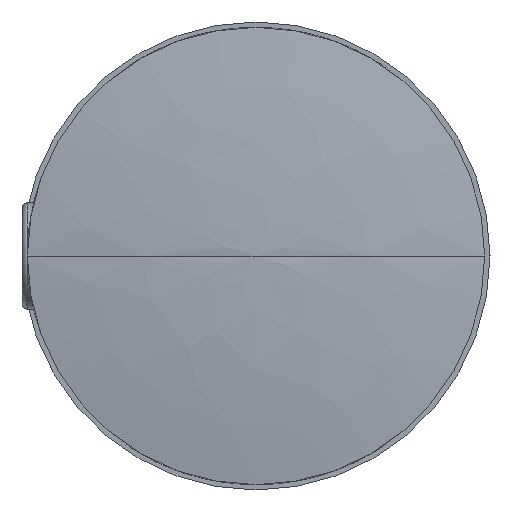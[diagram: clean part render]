
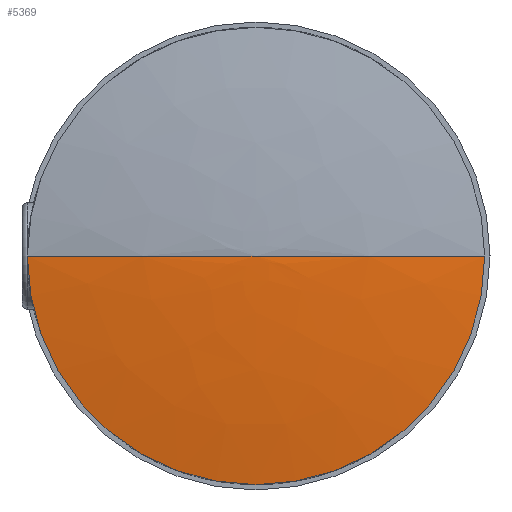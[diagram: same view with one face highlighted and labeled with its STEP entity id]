
A CAD part, left-side view. The second image highlights one B-rep face of the part: STEP entity #5369.
In plain terms, the highlighted free-form (B-spline) face has degree [2, 3] with [3, 4] control points.
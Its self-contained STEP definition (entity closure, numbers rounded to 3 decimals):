
#75 = CARTESIAN_POINT ( 'NONE',  ( -70.753, 0., 0. ) ) ;
#141 = VERTEX_POINT ( 'NONE', #2413 ) ;
#272 = CARTESIAN_POINT ( 'NONE',  ( -69.926, -10.75, 0. ) ) ;
#406 = CARTESIAN_POINT ( 'NONE',  ( -70.773, 5.274, 0. ) ) ;
#852 = CARTESIAN_POINT ( 'NONE',  ( -70.773, 5.274, -10.547 ) ) ;
#875 = DIRECTION ( 'NONE',  ( -1., 0., 0. ) ) ;
#939 = CARTESIAN_POINT ( 'NONE',  ( -69.926, 10.75, -21.5 ) ) ;
#1018 = B_SPLINE_CURVE_WITH_KNOTS ( 'NONE', 2,
 ( #1262, #2943, #4642 ),
 .UNSPECIFIED., .F., .F.,
 ( 3, 3 ),
 ( 0., 1. ),
 .UNSPECIFIED. ) ;
#1176 = CARTESIAN_POINT ( 'NONE',  ( -69.926, 0., 0. ) ) ;
#1262 = CARTESIAN_POINT ( 'NONE',  ( -69.926, 10.75, 0. ) ) ;
#1331 = CARTESIAN_POINT ( 'NONE',  ( -70.753, 0., 0. ) ) ;
#1354 = CARTESIAN_POINT ( 'NONE',  ( -69.926, 0., 0. ) ) ;
#1370 = VERTEX_POINT ( 'NONE', #272 ) ;
#1384 = CARTESIAN_POINT ( 'NONE',  ( -69.926, 0., -10.75 ) ) ;
#1904 = EDGE_LOOP ( 'NONE', ( #2784, #4521, #4828, #2265 ) ) ;
#2055 = VERTEX_POINT ( 'NONE', #1384 ) ;
#2084 = VERTEX_POINT ( 'NONE', #3567 ) ;
#2164 = CARTESIAN_POINT ( 'NONE',  ( -69.926, 10.75, 0. ) ) ;
#2265 = ORIENTED_EDGE ( 'NONE', *, *, #4546, .T. ) ;
#2373 = CARTESIAN_POINT ( 'NONE',  ( -69.926, -10.75, 0. ) ) ;
#2400 = CARTESIAN_POINT ( 'NONE',  ( -70.753, 0., 0. ) ) ;
#2402 = EDGE_CURVE ( 'NONE', #2055, #1370, #4505, .T. ) ;
#2413 = CARTESIAN_POINT ( 'NONE',  ( -70.753, 0., 0. ) ) ;
#2483 = EDGE_CURVE ( 'NONE', #1370, #141, #4794, .T. ) ;
#2576 = EDGE_CURVE ( 'NONE', #2084, #141, #1018, .T. ) ;
#2633 = CARTESIAN_POINT ( 'NONE',  ( -69.926, -10.75, -21.5 ) ) ;
#2784 = ORIENTED_EDGE ( 'NONE', *, *, #2402, .T. ) ;
#2943 = CARTESIAN_POINT ( 'NONE',  ( -70.773, 5.274, 0. ) ) ;
#3375 =( BOUNDED_SURFACE ( )  B_SPLINE_SURFACE ( 2, 3, ( 
 ( #2164, #939, #2633, #4265 ),
 ( #406, #852, #3395, #3907 ),
 ( #75, #4711, #1331, #3790 ) ),
 .UNSPECIFIED., .F., .F., .F. ) 
 B_SPLINE_SURFACE_WITH_KNOTS ( ( 3, 3 ),
 ( 4, 4 ),
 ( 0., 1. ),
 ( 0., 1. ),
 .UNSPECIFIED. ) 
 GEOMETRIC_REPRESENTATION_ITEM ( )  RATIONAL_B_SPLINE_SURFACE ( (
 ( 1., 0.333, 0.333, 1.),
 ( 1., 0.333, 0.333, 1.),
 ( 1., 0.333, 0.333, 1.) ) ) 
 REPRESENTATION_ITEM ( '' )  SURFACE ( )  );
#3395 = CARTESIAN_POINT ( 'NONE',  ( -70.773, -5.274, -10.547 ) ) ;
#3531 = CIRCLE ( 'NONE', #4952, 10.75 ) ;
#3567 = CARTESIAN_POINT ( 'NONE',  ( -69.926, 10.75, 0. ) ) ;
#3790 = CARTESIAN_POINT ( 'NONE',  ( -70.753, 0., 0. ) ) ;
#3907 = CARTESIAN_POINT ( 'NONE',  ( -70.773, -5.274, 0. ) ) ;
#4062 = CARTESIAN_POINT ( 'NONE',  ( -70.773, -5.274, 0. ) ) ;
#4064 = AXIS2_PLACEMENT_3D ( 'NONE', #1176, #4476, #4529 ) ;
#4265 = CARTESIAN_POINT ( 'NONE',  ( -69.926, -10.75, 0. ) ) ;
#4476 = DIRECTION ( 'NONE',  ( -1., 0., 0. ) ) ;
#4505 = CIRCLE ( 'NONE', #4064, 10.75 ) ;
#4521 = ORIENTED_EDGE ( 'NONE', *, *, #2483, .T. ) ;
#4529 = DIRECTION ( 'NONE',  ( 0., 0., 1. ) ) ;
#4546 = EDGE_CURVE ( 'NONE', #2084, #2055, #3531, .T. ) ;
#4642 = CARTESIAN_POINT ( 'NONE',  ( -70.753, 0., 0. ) ) ;
#4711 = CARTESIAN_POINT ( 'NONE',  ( -70.753, 0., 0. ) ) ;
#4794 = B_SPLINE_CURVE_WITH_KNOTS ( 'NONE', 2,
 ( #2373, #4062, #2400 ),
 .UNSPECIFIED., .F., .F.,
 ( 3, 3 ),
 ( 0., 1. ),
 .UNSPECIFIED. ) ;
#4828 = ORIENTED_EDGE ( 'NONE', *, *, #2576, .F. ) ;
#4952 = AXIS2_PLACEMENT_3D ( 'NONE', #1354, #875, #5114 ) ;
#5114 = DIRECTION ( 'NONE',  ( 0., 0., 1. ) ) ;
#5149 = FACE_OUTER_BOUND ( 'NONE', #1904, .T. ) ;
#5369 = ADVANCED_FACE ( 'NONE', ( #5149 ), #3375, .F. ) ;
